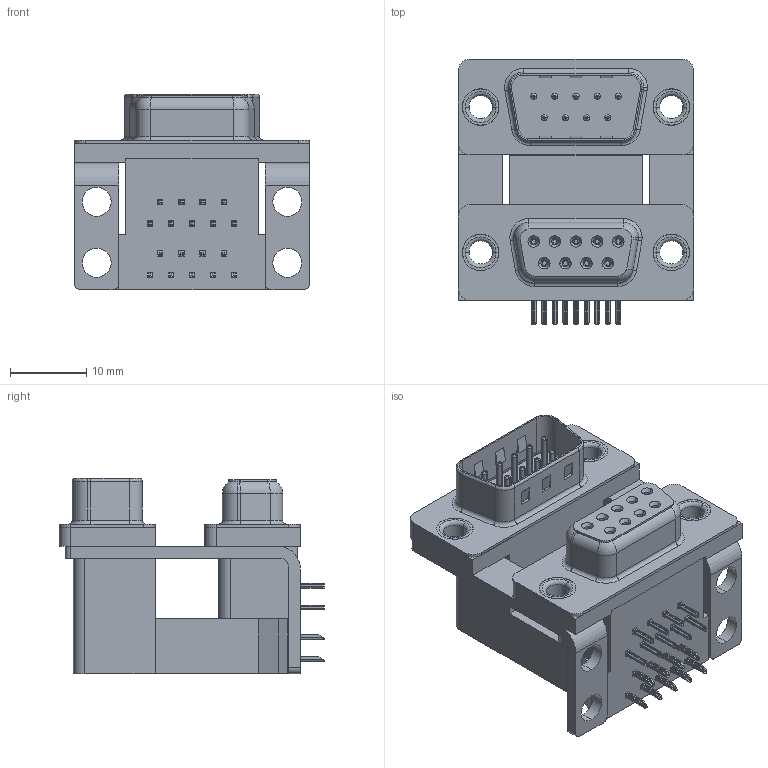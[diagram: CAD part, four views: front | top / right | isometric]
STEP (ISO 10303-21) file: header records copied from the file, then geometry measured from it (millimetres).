
FILE_DESCRIPTION (( 'STEP AP203' ), '1' );
FILE_NAME ('663-009-264-007.STEP', '2022-06-17T21:01:45', ( '' ), ( '' ), 'SwSTEP 2.0', 'SolidWorks 2020', '' );
FILE_SCHEMA (( 'CONFIG_CONTROL_DESIGN' ));
Length unit declared in the file: millimetre
Products named in the file (12): 663 Shell Plug_09 Contacts; 663 Housing Upper_09 Contacts M; 663 Shell Receptacle_09 Contacts; 663 Thru Hole Rivet; 663 Contact Bottom Upper_M; 663 Housing Spacer_09 Contacts M; 663 Housing Lower_09 Contacts; 663-009-264-007; 663 Mounting Bracket_NoneM; 663 Contact Top Lower; 663 Contact Bottom Lower; 663 Contact Top Upper_M
Assembly tree (29 placements, depth 2):
  663-009-264-007
    663 Housing Lower_09 Contacts
    663 Housing Spacer_09 Contacts M
    663 Housing Upper_09 Contacts M
    663 Shell Receptacle_09 Contacts
    663 Shell Plug_09 Contacts
    663 Contact Bottom Lower  x4
    663 Contact Top Lower  x5
    663 Contact Bottom Upper_M  x4
    663 Contact Top Upper_M  x5
    663 Mounting Bracket_NoneM  x2
    663 Thru Hole Rivet  x4
Bounding box: 30.81 x 34.78 x 25.6 mm (x, y, z)
Volume: 10767.8 mm3; surface area: 12399.1 mm2
Topology: 29 solids, 29 shells, 2445 faces, 6243 edges, 3905 vertices
Faces by surface type: plane 1263, cylinder 659, bspline 308, cone 108, torus 107
Entity records: 34717 total; most frequent: CARTESIAN_POINT 8840, ORIENTED_EDGE 5082, DIRECTION 4820, EDGE_CURVE 2541, VECTOR 1664, LINE 1664, VERTEX_POINT 1613, AXIS2_PLACEMENT_3D 1578
